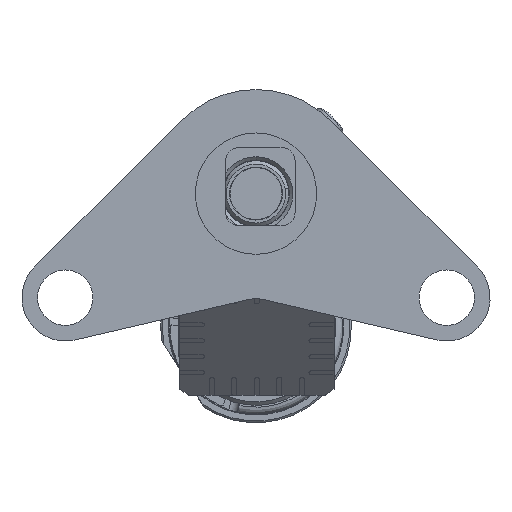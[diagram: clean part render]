
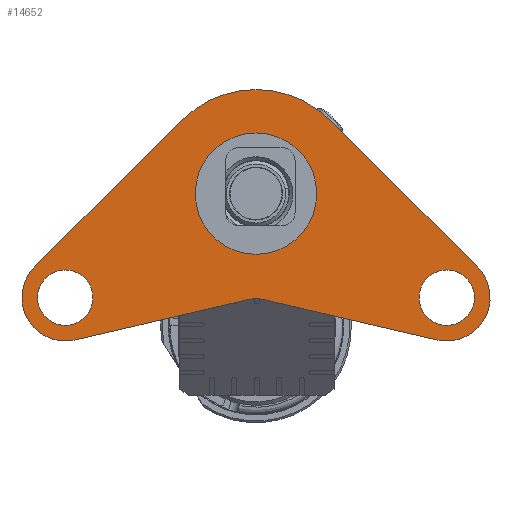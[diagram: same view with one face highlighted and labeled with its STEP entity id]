
A CAD part, front view. The second image highlights one B-rep face of the part: STEP entity #14652.
In plain terms, the highlighted planar face has unit normal (0, -1, 0).
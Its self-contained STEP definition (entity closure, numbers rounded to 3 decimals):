
#98 = CARTESIAN_POINT ( 'NONE',  ( 0., 0., 0. ) ) ;
#293 = CARTESIAN_POINT ( 'NONE',  ( 0., 0., 0. ) ) ;
#332 = DIRECTION ( 'NONE',  ( 0., 0., -1. ) ) ;
#421 = EDGE_CURVE ( 'NONE', #1246, #13422, #28836, .T. ) ;
#485 = FACE_BOUND ( 'NONE', #15698, .T. ) ;
#1148 = DIRECTION ( 'NONE',  ( 0., 0., 1. ) ) ;
#1197 = CARTESIAN_POINT ( 'NONE',  ( 11., 0., -6. ) ) ;
#1246 = VERTEX_POINT ( 'NONE', #10161 ) ;
#1507 = CARTESIAN_POINT ( 'NONE',  ( 0.455, 0., -6.106 ) ) ;
#1697 = VERTEX_POINT ( 'NONE', #3793 ) ;
#1766 = EDGE_CURVE ( 'NONE', #21825, #2757, #11133, .T. ) ;
#2169 = VERTEX_POINT ( 'NONE', #26187 ) ;
#2498 = CIRCLE ( 'NONE', #6274, 2. ) ;
#2542 = CARTESIAN_POINT ( 'NONE',  ( 0., 0., 0. ) ) ;
#2648 = DIRECTION ( 'NONE',  ( 0., 0., 1. ) ) ;
#2688 = DIRECTION ( 'NONE',  ( 0., -1., 0. ) ) ;
#2757 = VERTEX_POINT ( 'NONE', #15036 ) ;
#2952 = AXIS2_PLACEMENT_3D ( 'NONE', #12301, #5995, #1148 ) ;
#3151 = EDGE_LOOP ( 'NONE', ( #18266, #17222 ) ) ;
#3221 = CIRCLE ( 'NONE', #6044, 2.5 ) ;
#3721 = EDGE_CURVE ( 'NONE', #27003, #21815, #6157, .T. ) ;
#3793 = CARTESIAN_POINT ( 'NONE',  ( -4.23, 0., 4.255 ) ) ;
#3806 = AXIS2_PLACEMENT_3D ( 'NONE', #19883, #5391, #16243 ) ;
#4125 = DIRECTION ( 'NONE',  ( 0., 1., 0. ) ) ;
#4311 = ORIENTED_EDGE ( 'NONE', *, *, #14742, .F. ) ;
#4337 = CIRCLE ( 'NONE', #22119, 1.6 ) ;
#4405 = DIRECTION ( 'NONE',  ( 0.709, 0., 0.705 ) ) ;
#5391 = DIRECTION ( 'NONE',  ( 0., 1., 0. ) ) ;
#5568 = VERTEX_POINT ( 'NONE', #21524 ) ;
#5764 = DIRECTION ( 'NONE',  ( 0., 1., 0. ) ) ;
#5995 = DIRECTION ( 'NONE',  ( 0., 1., 0. ) ) ;
#6044 = AXIS2_PLACEMENT_3D ( 'NONE', #26737, #13277, #22200 ) ;
#6157 = CIRCLE ( 'NONE', #3806, 1.6 ) ;
#6274 = AXIS2_PLACEMENT_3D ( 'NONE', #20391, #22616, #9002 ) ;
#6433 = ORIENTED_EDGE ( 'NONE', *, *, #28640, .F. ) ;
#6525 = VERTEX_POINT ( 'NONE', #1507 ) ;
#6741 = EDGE_CURVE ( 'NONE', #1697, #19338, #25802, .T. ) ;
#6985 = AXIS2_PLACEMENT_3D ( 'NONE', #2542, #2688, #332 ) ;
#7146 = CARTESIAN_POINT ( 'NONE',  ( -11., 0., -6. ) ) ;
#7236 = VECTOR ( 'NONE', #22117, 1000. ) ;
#7508 = AXIS2_PLACEMENT_3D ( 'NONE', #7146, #27495, #9642 ) ;
#7918 = EDGE_CURVE ( 'NONE', #2169, #6525, #2498, .T. ) ;
#8308 = EDGE_CURVE ( 'NONE', #20567, #22998, #20140, .T. ) ;
#8396 = CARTESIAN_POINT ( 'NONE',  ( 11., 0., -6. ) ) ;
#8780 = ORIENTED_EDGE ( 'NONE', *, *, #8308, .T. ) ;
#8820 = LINE ( 'NONE', #15552, #19150 ) ;
#9002 = DIRECTION ( 'NONE',  ( 0., 0., -1. ) ) ;
#9642 = DIRECTION ( 'NONE',  ( 0., 0., 1. ) ) ;
#9719 = EDGE_CURVE ( 'NONE', #19954, #2169, #28082, .T. ) ;
#9737 = CARTESIAN_POINT ( 'NONE',  ( -10.432, 0., -8.435 ) ) ;
#9904 = AXIS2_PLACEMENT_3D ( 'NONE', #10761, #22622, #27447 ) ;
#10025 = DIRECTION ( 'NONE',  ( 0.974, 0., -0.227 ) ) ;
#10161 = CARTESIAN_POINT ( 'NONE',  ( 11., 0., -7.6 ) ) ;
#10307 = CARTESIAN_POINT ( 'NONE',  ( -1.328, 0., -5.69 ) ) ;
#10449 = DIRECTION ( 'NONE',  ( 0., 0., 1. ) ) ;
#10722 = ORIENTED_EDGE ( 'NONE', *, *, #7918, .T. ) ;
#10761 = CARTESIAN_POINT ( 'NONE',  ( 0., 0., 0. ) ) ;
#11133 = LINE ( 'NONE', #21958, #7236 ) ;
#11315 = VERTEX_POINT ( 'NONE', #26129 ) ;
#12301 = CARTESIAN_POINT ( 'NONE',  ( 0., 0., 0. ) ) ;
#12500 = EDGE_CURVE ( 'NONE', #13422, #1246, #15772, .T. ) ;
#13011 = ORIENTED_EDGE ( 'NONE', *, *, #19709, .F. ) ;
#13044 = CARTESIAN_POINT ( 'NONE',  ( 0., 0., -3.5 ) ) ;
#13163 = AXIS2_PLACEMENT_3D ( 'NONE', #98, #17710, #24594 ) ;
#13277 = DIRECTION ( 'NONE',  ( 0., 1., 0. ) ) ;
#13326 = ORIENTED_EDGE ( 'NONE', *, *, #19422, .T. ) ;
#13422 = VERTEX_POINT ( 'NONE', #26196 ) ;
#13593 = ORIENTED_EDGE ( 'NONE', *, *, #1766, .F. ) ;
#13985 = CARTESIAN_POINT ( 'NONE',  ( 0., 0., 3.5 ) ) ;
#14059 = ORIENTED_EDGE ( 'NONE', *, *, #6741, .F. ) ;
#14652 = ADVANCED_FACE ( 'NONE', ( #15889, #485, #17801, #27022 ), #16042, .T. ) ;
#14742 = EDGE_CURVE ( 'NONE', #2757, #11315, #3221, .T. ) ;
#15036 = CARTESIAN_POINT ( 'NONE',  ( 12.763, 0., -4.227 ) ) ;
#15552 = CARTESIAN_POINT ( 'NONE',  ( -4.23, 0., 4.255 ) ) ;
#15698 = EDGE_LOOP ( 'NONE', ( #24961, #24996 ) ) ;
#15772 = CIRCLE ( 'NONE', #19489, 1.6 ) ;
#15780 = CARTESIAN_POINT ( 'NONE',  ( 0., 0., 6. ) ) ;
#15889 = FACE_BOUND ( 'NONE', #3151, .T. ) ;
#16042 = PLANE ( 'NONE',  #6985 ) ;
#16243 = DIRECTION ( 'NONE',  ( 0., 0., 1. ) ) ;
#17222 = ORIENTED_EDGE ( 'NONE', *, *, #3721, .T. ) ;
#17710 = DIRECTION ( 'NONE',  ( 0., 1., 0. ) ) ;
#17801 = FACE_BOUND ( 'NONE', #20349, .T. ) ;
#18129 = ORIENTED_EDGE ( 'NONE', *, *, #9719, .T. ) ;
#18266 = ORIENTED_EDGE ( 'NONE', *, *, #25674, .T. ) ;
#18850 = CIRCLE ( 'NONE', #2952, 3.5 ) ;
#19148 = VECTOR ( 'NONE', #10025, 1000. ) ;
#19150 = VECTOR ( 'NONE', #4405, 1000. ) ;
#19338 = VERTEX_POINT ( 'NONE', #15780 ) ;
#19369 = CARTESIAN_POINT ( 'NONE',  ( -11., 0., -7.6 ) ) ;
#19422 = EDGE_CURVE ( 'NONE', #6525, #11315, #25679, .T. ) ;
#19474 = AXIS2_PLACEMENT_3D ( 'NONE', #8396, #4125, #10449 ) ;
#19489 = AXIS2_PLACEMENT_3D ( 'NONE', #1197, #5764, #27584 ) ;
#19709 = EDGE_CURVE ( 'NONE', #19338, #21825, #25712, .T. ) ;
#19718 = DIRECTION ( 'NONE',  ( 0.974, 0., 0.227 ) ) ;
#19830 = CARTESIAN_POINT ( 'NONE',  ( -11., 0., -6. ) ) ;
#19883 = CARTESIAN_POINT ( 'NONE',  ( -11., 0., -6. ) ) ;
#19954 = VERTEX_POINT ( 'NONE', #9737 ) ;
#20140 = CIRCLE ( 'NONE', #13163, 3.5 ) ;
#20349 = EDGE_LOOP ( 'NONE', ( #8780, #24368 ) ) ;
#20391 = CARTESIAN_POINT ( 'NONE',  ( 0., 0., -8.054 ) ) ;
#20567 = VERTEX_POINT ( 'NONE', #13044 ) ;
#21524 = CARTESIAN_POINT ( 'NONE',  ( -12.763, 0., -4.227 ) ) ;
#21735 = VECTOR ( 'NONE', #19718, 1000. ) ;
#21815 = VERTEX_POINT ( 'NONE', #22150 ) ;
#21825 = VERTEX_POINT ( 'NONE', #24639 ) ;
#21958 = CARTESIAN_POINT ( 'NONE',  ( 4.23, 0., 4.255 ) ) ;
#22117 = DIRECTION ( 'NONE',  ( 0.709, 0., -0.705 ) ) ;
#22119 = AXIS2_PLACEMENT_3D ( 'NONE', #19830, #26732, #27161 ) ;
#22150 = CARTESIAN_POINT ( 'NONE',  ( -11., 0., -4.4 ) ) ;
#22167 = EDGE_CURVE ( 'NONE', #5568, #1697, #8820, .T. ) ;
#22200 = DIRECTION ( 'NONE',  ( 0., 0., 1. ) ) ;
#22448 = AXIS2_PLACEMENT_3D ( 'NONE', #293, #27128, #2648 ) ;
#22616 = DIRECTION ( 'NONE',  ( 0., 1., 0. ) ) ;
#22622 = DIRECTION ( 'NONE',  ( 0., 1., 0. ) ) ;
#22998 = VERTEX_POINT ( 'NONE', #13985 ) ;
#23198 = EDGE_LOOP ( 'NONE', ( #18129, #10722, #13326, #4311, #13593, #13011, #14059, #23414, #6433 ) ) ;
#23414 = ORIENTED_EDGE ( 'NONE', *, *, #22167, .F. ) ;
#23865 = CIRCLE ( 'NONE', #7508, 2.5 ) ;
#24368 = ORIENTED_EDGE ( 'NONE', *, *, #27876, .T. ) ;
#24594 = DIRECTION ( 'NONE',  ( 0., 0., 1. ) ) ;
#24639 = CARTESIAN_POINT ( 'NONE',  ( 4.23, 0., 4.255 ) ) ;
#24961 = ORIENTED_EDGE ( 'NONE', *, *, #12500, .T. ) ;
#24996 = ORIENTED_EDGE ( 'NONE', *, *, #421, .T. ) ;
#25674 = EDGE_CURVE ( 'NONE', #21815, #27003, #4337, .T. ) ;
#25679 = LINE ( 'NONE', #10307, #19148 ) ;
#25712 = CIRCLE ( 'NONE', #22448, 6. ) ;
#25802 = CIRCLE ( 'NONE', #9904, 6. ) ;
#26129 = CARTESIAN_POINT ( 'NONE',  ( 10.432, 0., -8.435 ) ) ;
#26187 = CARTESIAN_POINT ( 'NONE',  ( -0.455, 0., -6.106 ) ) ;
#26196 = CARTESIAN_POINT ( 'NONE',  ( 11., 0., -4.4 ) ) ;
#26732 = DIRECTION ( 'NONE',  ( 0., 1., 0. ) ) ;
#26737 = CARTESIAN_POINT ( 'NONE',  ( 11., 0., -6. ) ) ;
#27003 = VERTEX_POINT ( 'NONE', #19369 ) ;
#27022 = FACE_OUTER_BOUND ( 'NONE', #23198, .T. ) ;
#27128 = DIRECTION ( 'NONE',  ( 0., 1., 0. ) ) ;
#27161 = DIRECTION ( 'NONE',  ( 0., 0., 1. ) ) ;
#27447 = DIRECTION ( 'NONE',  ( 0., 0., 1. ) ) ;
#27495 = DIRECTION ( 'NONE',  ( 0., 1., 0. ) ) ;
#27584 = DIRECTION ( 'NONE',  ( 0., 0., 1. ) ) ;
#27876 = EDGE_CURVE ( 'NONE', #22998, #20567, #18850, .T. ) ;
#28082 = LINE ( 'NONE', #28659, #21735 ) ;
#28640 = EDGE_CURVE ( 'NONE', #19954, #5568, #23865, .T. ) ;
#28659 = CARTESIAN_POINT ( 'NONE',  ( 1.328, 0., -5.69 ) ) ;
#28836 = CIRCLE ( 'NONE', #19474, 1.6 ) ;
